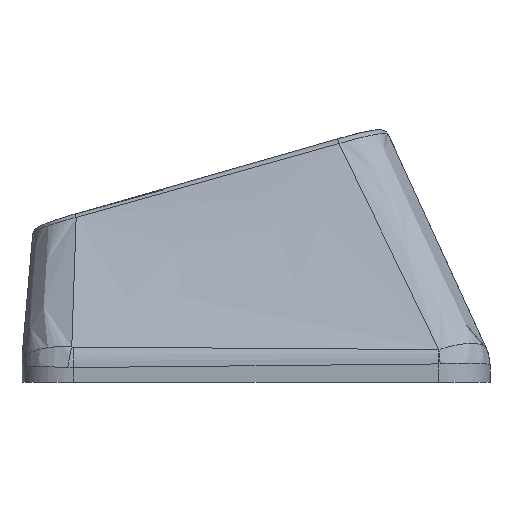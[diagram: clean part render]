
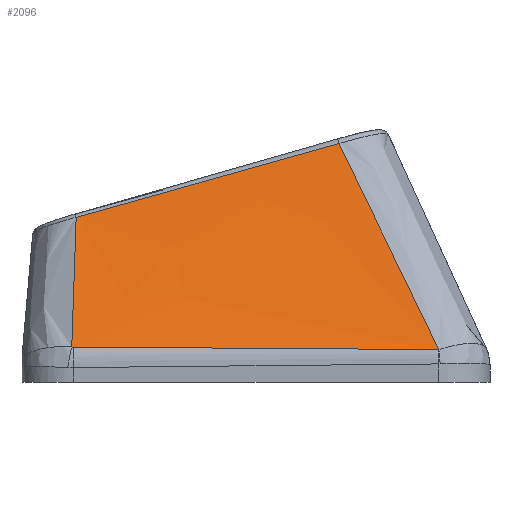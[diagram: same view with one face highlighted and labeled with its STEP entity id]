
A CAD part, left-side view. The second image highlights one B-rep face of the part: STEP entity #2096.
In plain terms, the highlighted free-form (B-spline) face has degree [3, 3] with [4, 4] control points.
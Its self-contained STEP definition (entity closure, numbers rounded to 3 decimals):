
#52=B_SPLINE_SURFACE_WITH_KNOTS('',3,3,((#5177,#5178,#5179,#5180),(#5181,
#5182,#5183,#5184),(#5185,#5186,#5187,#5188),(#5189,#5190,#5191,#5192)),
 .UNSPECIFIED.,.F.,.F.,.F.,(4,4),(4,4),(0.103,0.893),
(0.023,0.969),.UNSPECIFIED.);
#402=FACE_OUTER_BOUND('',#510,.T.);
#510=EDGE_LOOP('',(#1863,#1864,#1865,#1866,#1867,#1868));
#696=B_SPLINE_CURVE_WITH_KNOTS('',3,(#4692,#4693,#4694,#4695),
 .UNSPECIFIED.,.F.,.F.,(4,4),(0.,0.002),
 .UNSPECIFIED.);
#698=B_SPLINE_CURVE_WITH_KNOTS('',3,(#4719,#4720,#4721,#4722),
 .UNSPECIFIED.,.F.,.F.,(4,4),(0.,1.416),.UNSPECIFIED.);
#700=B_SPLINE_CURVE_WITH_KNOTS('',3,(#4746,#4747,#4748,#4749),
 .UNSPECIFIED.,.F.,.F.,(4,4),(0.,0.006),
 .UNSPECIFIED.);
#722=B_SPLINE_CURVE_WITH_KNOTS('',3,(#5168,#5169,#5170,#5171),
 .UNSPECIFIED.,.F.,.F.,(4,4),(-0.613,-0.019),
 .UNSPECIFIED.);
#724=B_SPLINE_CURVE_WITH_KNOTS('',3,(#5194,#5195,#5196,#5197),
 .UNSPECIFIED.,.F.,.F.,(4,4),(0.023,0.967),
 .UNSPECIFIED.);
#725=B_SPLINE_CURVE_WITH_KNOTS('',3,(#5198,#5199,#5200,#5201),
 .UNSPECIFIED.,.F.,.F.,(4,4),(-1.059,0.),
 .UNSPECIFIED.);
#938=VERTEX_POINT('',#4651);
#942=VERTEX_POINT('',#4685);
#944=VERTEX_POINT('',#4712);
#946=VERTEX_POINT('',#4739);
#973=VERTEX_POINT('',#5167);
#974=VERTEX_POINT('',#5193);
#1242=EDGE_CURVE('',#938,#942,#696,.T.);
#1245=EDGE_CURVE('',#942,#944,#698,.T.);
#1248=EDGE_CURVE('',#944,#946,#700,.T.);
#1289=EDGE_CURVE('',#946,#973,#722,.T.);
#1291=EDGE_CURVE('',#974,#938,#724,.T.);
#1292=EDGE_CURVE('',#973,#974,#725,.T.);
#1863=ORIENTED_EDGE('',*,*,#1248,.F.);
#1864=ORIENTED_EDGE('',*,*,#1245,.F.);
#1865=ORIENTED_EDGE('',*,*,#1242,.F.);
#1866=ORIENTED_EDGE('',*,*,#1291,.F.);
#1867=ORIENTED_EDGE('',*,*,#1292,.F.);
#1868=ORIENTED_EDGE('',*,*,#1289,.F.);
#2096=ADVANCED_FACE('',(#402),#52,.T.);
#4651=CARTESIAN_POINT('',(-16.116,-7.093,0.268));
#4685=CARTESIAN_POINT('',(-16.117,-7.077,0.268));
#4692=CARTESIAN_POINT('Ctrl Pts',(-16.116,-7.093,0.268));
#4693=CARTESIAN_POINT('Ctrl Pts',(-16.117,-7.088,0.268));
#4694=CARTESIAN_POINT('Ctrl Pts',(-16.117,-7.082,0.268));
#4695=CARTESIAN_POINT('Ctrl Pts',(-16.117,-7.077,0.268));
#4712=CARTESIAN_POINT('',(-15.996,7.092,0.365));
#4719=CARTESIAN_POINT('Ctrl Pts',(-16.117,-7.077,0.268));
#4720=CARTESIAN_POINT('Ctrl Pts',(-16.094,-2.355,0.293));
#4721=CARTESIAN_POINT('Ctrl Pts',(-16.064,2.367,0.324));
#4722=CARTESIAN_POINT('Ctrl Pts',(-15.996,7.092,0.365));
#4739=CARTESIAN_POINT('',(-15.992,7.149,0.371));
#4746=CARTESIAN_POINT('Ctrl Pts',(-15.996,7.092,0.365));
#4747=CARTESIAN_POINT('Ctrl Pts',(-15.996,7.111,0.365));
#4748=CARTESIAN_POINT('Ctrl Pts',(-15.994,7.13,0.367));
#4749=CARTESIAN_POINT('Ctrl Pts',(-15.992,7.149,0.371));
#5167=CARTESIAN_POINT('',(-12.877,6.978,5.397));
#5168=CARTESIAN_POINT('Ctrl Pts',(-15.992,7.149,0.371));
#5169=CARTESIAN_POINT('Ctrl Pts',(-14.945,7.074,2.042));
#5170=CARTESIAN_POINT('Ctrl Pts',(-13.907,7.014,3.718));
#5171=CARTESIAN_POINT('Ctrl Pts',(-12.877,6.978,5.397));
#5177=CARTESIAN_POINT('Ctrl Pts',(-12.859,-3.647,8.379));
#5178=CARTESIAN_POINT('Ctrl Pts',(-13.945,-4.796,5.675));
#5179=CARTESIAN_POINT('Ctrl Pts',(-15.031,-5.945,2.972));
#5180=CARTESIAN_POINT('Ctrl Pts',(-16.117,-7.093,0.268));
#5181=CARTESIAN_POINT('Ctrl Pts',(-12.859,-0.036,
7.375));
#5182=CARTESIAN_POINT('Ctrl Pts',(-13.945,-0.806,4.995));
#5183=CARTESIAN_POINT('Ctrl Pts',(-15.031,-1.576,2.616));
#5184=CARTESIAN_POINT('Ctrl Pts',(-16.117,-2.346,0.236));
#5185=CARTESIAN_POINT('Ctrl Pts',(-12.859,3.575,6.372));
#5186=CARTESIAN_POINT('Ctrl Pts',(-13.945,3.184,4.316));
#5187=CARTESIAN_POINT('Ctrl Pts',(-15.031,2.792,2.26));
#5188=CARTESIAN_POINT('Ctrl Pts',(-16.117,2.401,0.204));
#5189=CARTESIAN_POINT('Ctrl Pts',(-12.859,7.186,5.368));
#5190=CARTESIAN_POINT('Ctrl Pts',(-13.945,7.173,3.636));
#5191=CARTESIAN_POINT('Ctrl Pts',(-15.031,7.161,1.904));
#5192=CARTESIAN_POINT('Ctrl Pts',(-16.117,7.148,0.172));
#5193=CARTESIAN_POINT('',(-12.859,-3.219,8.26));
#5194=CARTESIAN_POINT('Ctrl Pts',(-12.859,-3.219,8.26));
#5195=CARTESIAN_POINT('Ctrl Pts',(-13.961,-4.522,5.606));
#5196=CARTESIAN_POINT('Ctrl Pts',(-15.043,-5.811,2.94));
#5197=CARTESIAN_POINT('Ctrl Pts',(-16.116,-7.093,0.268));
#5198=CARTESIAN_POINT('Ctrl Pts',(-12.877,6.978,5.397));
#5199=CARTESIAN_POINT('Ctrl Pts',(-12.872,3.577,6.343));
#5200=CARTESIAN_POINT('Ctrl Pts',(-12.865,0.179,7.3));
#5201=CARTESIAN_POINT('Ctrl Pts',(-12.859,-3.219,8.26));
